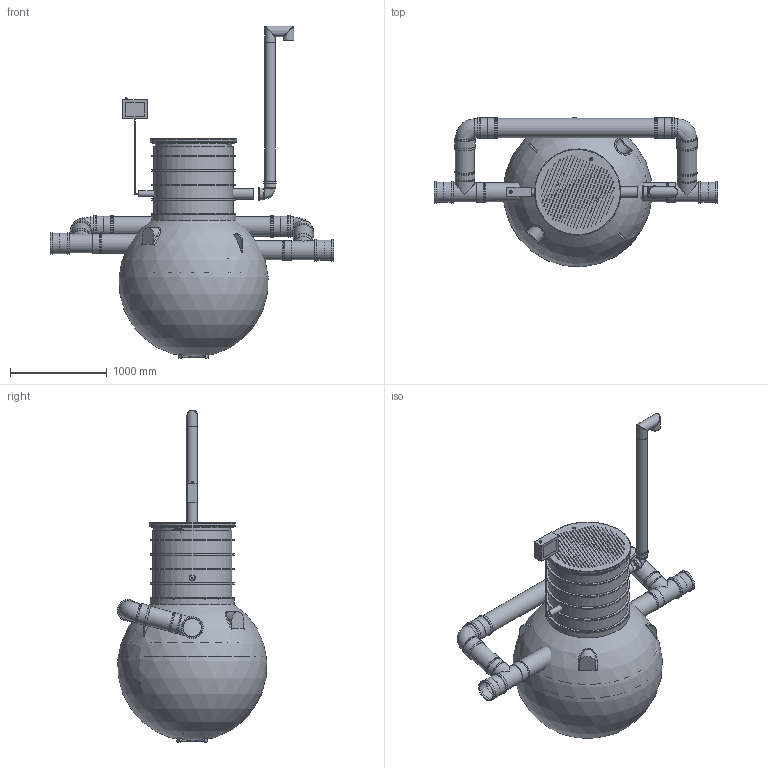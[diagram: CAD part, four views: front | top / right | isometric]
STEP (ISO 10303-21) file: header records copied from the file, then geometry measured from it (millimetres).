
FILE_DESCRIPTION(/* description */ ('Unknown'),/* implementation_level */ '2;1');
FILE_NAME(/* name */ 'EQ BP 1.klassi õlieraldaja möödavooluga NS6_18',/* time_stamp */ '2023-04-13T13:55:45+03:00',/* author */ ('Unknown'),/* organization */ ('Unknown'),/* preprocessor_version */ 'ST-DEVELOPER v18.1',/* originating_system */ 'Solid Edge',/* authorisation */ 'Unknown');
FILE_SCHEMA (('PROCESS_PLANNING_SCHEMA','AUTOMOTIVE_DESIGN {1 0 10303 214 3 1 1}'));
Length unit declared in the file: millimetre
Products named in the file (41): 1.klassi olieraldaja NS6_18 Estris 28.03.23; 1550pall_oa_0; 2753.000_NS6_le filtikast koostatud; 2753.000 rotost filtrikast NS6 koostatud; 2753.001 rotost filtrikast NS10_var2_alumine pool; 2753.001 rotost filtrikast NS6_ylemine pool; Raam kahele filtriplokile 2631.000_var3; 2631.001_var3; Filter HD Q-PAC; T6MBENEET 4x12 Al S=8; 2627.107 toru pallis; tihend filtrikastile; PE_vent_malm_L=1500; PVC_polv_110; PE venttoru DN100 L=1500; Rotoventiots; D200 sisend NS6 pallis; RoundTubing 200x7.7_oa_1; RoundTubing 200x7.7_oa_2; PVC_polv_200; RoundTubing 200x7.7_oa_3; PVC Kaksikmuhv d200; RoundTubing 110x6.6_oa_4; PVC kolmik D200_D200x88,5kraadi; oli maht NS6 pallis; Kasulik maht NS6 pallis; RoundTubing 63x4.7_oa_5; RoundTubing 200x7.7_oa_6; PVC200_oa_7; PVC200_oa_8; PVC200_oa_9; 800 ulemine 2; Kaas 800,2; D800 uus rotost teeninduskaev 41760; elektrikarp loikefotole; RoundTubing 25x2.3_oa_10; Ujuk_oa_11; Ujuk_oa_12; Ujuk_oa_13; Ujuk_oa_14 ...
Assembly tree (50 placements, depth 4):
  1.klassi olieraldaja NS6_18 Estris 28.03.23
    1550pall_oa_0
    2753.000_NS6_le filtikast koostatud
      2753.000 rotost filtrikast NS6 koostatud
        2753.001 rotost filtrikast NS10_var2_alumine pool
        2753.001 rotost filtrikast NS6_ylemine pool
      Raam kahele filtriplokile 2631.000_var3  x2
        2631.001_var3
        Filter HD Q-PAC
        T6MBENEET 4x12 Al S=8
      2627.107 toru pallis
      tihend filtrikastile  x2
    PE_vent_malm_L=1500
      PVC_polv_110
      PE venttoru DN100 L=1500
      Rotoventiots
    D200 sisend NS6 pallis
      RoundTubing 200x7.7_oa_1
      RoundTubing 200x7.7_oa_2
    PVC_polv_200  x3
    RoundTubing 200x7.7_oa_3
    PVC Kaksikmuhv d200  x5
    RoundTubing 110x6.6_oa_4
    PVC kolmik D200_D200x88,5kraadi  x2
    oli maht NS6 pallis
    Kasulik maht NS6 pallis
    RoundTubing 63x4.7_oa_5
    RoundTubing 200x7.7_oa_6
    PVC200_oa_7
    PVC200_oa_8
    PVC200_oa_9
    800 ulemine 2
    Kaas 800,2
    D800 uus rotost teeninduskaev 41760
    elektrikarp loikefotole
    RoundTubing 25x2.3_oa_10
    Ujuk_oa_11
    Ujuk_oa_12
    Ujuk_oa_13
    Ujuk_oa_14
    Ujuk_oa_15
Bounding box: 2940.21 x 1548.85 x 3437.76 mm (x, y, z)
Volume: 1990079998.3 mm3; surface area: 61854386.6 mm2
Topology: 48 solids, 49 shells, 3739 faces, 8852 edges, 5730 vertices
Faces by surface type: plane 3000, cylinder 520, bspline 92, torus 80, sphere 39, cone 8
Full cylindrical faces by diameter (mm): 4 x26, 8 x4, 8.5 x5, 10 x31, 11 x1, 20 x3, 20.4 x1, 25 x1, 53.6 x1, 63 x1, 80 x12, 96.8 x1, 100 x2, 103.2 x3, 105 x1, 110 x9, 120 x2, 128 x1, 130 x2, 140 x1, 163 x1, 175 x1, 180.6 x1, 184.6 x4, 186 x3, 190 x6, 194 x4, 195 x5, 196 x8, 200 x31
Entity records: 102193 total; most frequent: CARTESIAN_POINT 21774, ORIENTED_EDGE 15834, DIRECTION 15603, EDGE_CURVE 7917, LINE 6747, VECTOR 6747, VERTEX_POINT 5270, AXIS2_PLACEMENT_3D 4428
